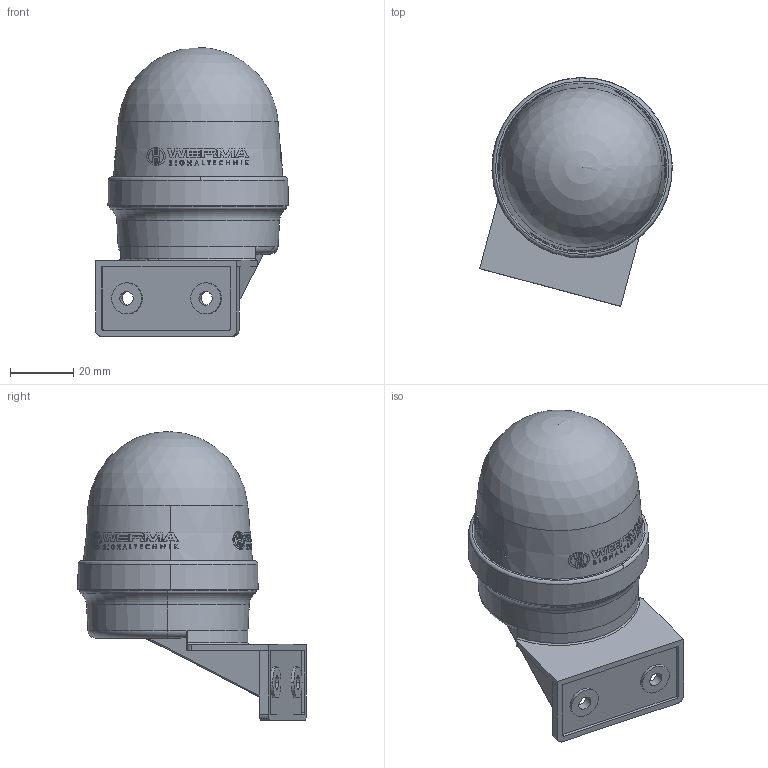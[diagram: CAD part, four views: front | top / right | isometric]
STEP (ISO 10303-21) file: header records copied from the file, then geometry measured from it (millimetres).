
FILE_DESCRIPTION (( 'STEP AP214' ), '1' );
FILE_NAME ('20320000.step', '2016-03-10T23:19:35', ( '' ), ( '' ), 'SwSTEP 2.0', 'SolidWorks 2015', '' );
FILE_SCHEMA (( 'AUTOMOTIVE_DESIGN' ));
Length unit declared in the file: millimetre
Products named in the file (1): 20320000
Bounding box: 60.75 x 72.06 x 91.1 mm (x, y, z)
Volume: 126839.6 mm3; surface area: 18524.7 mm2
Topology: 1 solids, 1 shells, 813 faces, 2202 edges, 1466 vertices
Faces by surface type: plane 550, cylinder 169, cone 83, torus 10, sphere 1
Entity records: 28289 total; most frequent: CARTESIAN_POINT 8825, ORIENTED_EDGE 4400, DIRECTION 3608, EDGE_CURVE 2200, VERTEX_POINT 1465, AXIS2_PLACEMENT_3D 1312, LINE 984, VECTOR 984
